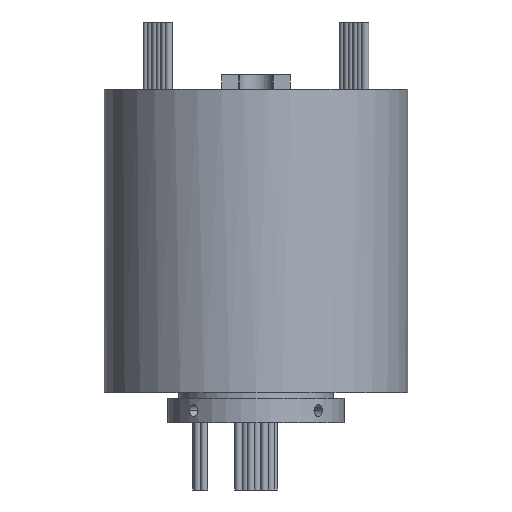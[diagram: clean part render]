
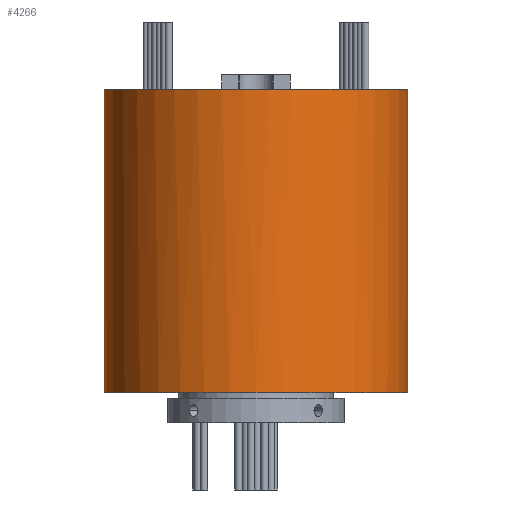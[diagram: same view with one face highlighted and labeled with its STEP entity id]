
A CAD part, front view. The second image highlights one B-rep face of the part: STEP entity #4266.
In plain terms, the highlighted cylindrical face has radius 43 mm (diameter 86 mm), a partial arc.
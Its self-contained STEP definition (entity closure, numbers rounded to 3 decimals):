
#318 = CIRCLE ( 'NONE', #856, 43. ) ;
#328 = VECTOR ( 'NONE', #6646, 1000. ) ;
#360 = EDGE_LOOP ( 'NONE', ( #6973, #5596, #7521, #6275, #5318, #5651 ) ) ;
#682 = CARTESIAN_POINT ( 'NONE',  ( 0., 0., 94.6 ) ) ;
#761 = VECTOR ( 'NONE', #6217, 1000. ) ;
#825 = DIRECTION ( 'NONE',  ( 0., 0., 1. ) ) ;
#856 = AXIS2_PLACEMENT_3D ( 'NONE', #1275, #5650, #1899 ) ;
#1000 = CARTESIAN_POINT ( 'NONE',  ( 43., 0., 94.6 ) ) ;
#1021 = CARTESIAN_POINT ( 'NONE',  ( 0., 0., 94.6 ) ) ;
#1148 = VERTEX_POINT ( 'NONE', #3725 ) ;
#1191 = AXIS2_PLACEMENT_3D ( 'NONE', #4559, #825, #5184 ) ;
#1247 = EDGE_CURVE ( 'NONE', #1148, #2964, #8127, .T. ) ;
#1275 = CARTESIAN_POINT ( 'NONE',  ( 0., 0., 8.6 ) ) ;
#1318 = DIRECTION ( 'NONE',  ( 1., 0., 0. ) ) ;
#1396 = VERTEX_POINT ( 'NONE', #5616 ) ;
#1444 = AXIS2_PLACEMENT_3D ( 'NONE', #682, #5052, #1318 ) ;
#1500 = CYLINDRICAL_SURFACE ( 'NONE', #4769, 43. ) ;
#1550 = CARTESIAN_POINT ( 'NONE',  ( 43., 0., 94.6 ) ) ;
#1836 = CARTESIAN_POINT ( 'NONE',  ( -43., 0., 94.6 ) ) ;
#1899 = DIRECTION ( 'NONE',  ( 1., 0., 0. ) ) ;
#1999 = LINE ( 'NONE', #1000, #328 ) ;
#2014 = CIRCLE ( 'NONE', #1191, 43. ) ;
#2072 = EDGE_CURVE ( 'NONE', #7605, #1396, #2420, .T. ) ;
#2261 = DIRECTION ( 'NONE',  ( -1., 0., 0. ) ) ;
#2420 = LINE ( 'NONE', #1836, #761 ) ;
#2901 = DIRECTION ( 'NONE',  ( 0., 0., -1. ) ) ;
#2964 = VERTEX_POINT ( 'NONE', #6779 ) ;
#3200 = DIRECTION ( 'NONE',  ( 0., 0., 1. ) ) ;
#3725 = CARTESIAN_POINT ( 'NONE',  ( -9.75, -41.88, 94.6 ) ) ;
#3954 = EDGE_CURVE ( 'NONE', #6017, #4433, #1999, .T. ) ;
#4266 = ADVANCED_FACE ( 'NONE', ( #6505 ), #1500, .T. ) ;
#4433 = VERTEX_POINT ( 'NONE', #5591 ) ;
#4476 = EDGE_CURVE ( 'NONE', #1396, #4433, #318, .T. ) ;
#4479 = CARTESIAN_POINT ( 'NONE',  ( -43., 0., 94.6 ) ) ;
#4559 = CARTESIAN_POINT ( 'NONE',  ( 0., 0., 94.6 ) ) ;
#4769 = AXIS2_PLACEMENT_3D ( 'NONE', #1021, #2901, #2261 ) ;
#4943 = AXIS2_PLACEMENT_3D ( 'NONE', #6968, #3200, #7587 ) ;
#5052 = DIRECTION ( 'NONE',  ( 0., 0., 1. ) ) ;
#5184 = DIRECTION ( 'NONE',  ( 1., 0., 0. ) ) ;
#5318 = ORIENTED_EDGE ( 'NONE', *, *, #2072, .T. ) ;
#5591 = CARTESIAN_POINT ( 'NONE',  ( 43., 0., 8.6 ) ) ;
#5596 = ORIENTED_EDGE ( 'NONE', *, *, #7563, .F. ) ;
#5616 = CARTESIAN_POINT ( 'NONE',  ( -43., 0., 8.6 ) ) ;
#5650 = DIRECTION ( 'NONE',  ( 0., 0., 1. ) ) ;
#5651 = ORIENTED_EDGE ( 'NONE', *, *, #4476, .T. ) ;
#5902 = EDGE_CURVE ( 'NONE', #7605, #1148, #2014, .T. ) ;
#6017 = VERTEX_POINT ( 'NONE', #1550 ) ;
#6217 = DIRECTION ( 'NONE',  ( 0., 0., -1. ) ) ;
#6275 = ORIENTED_EDGE ( 'NONE', *, *, #5902, .F. ) ;
#6409 = CIRCLE ( 'NONE', #1444, 43. ) ;
#6505 = FACE_OUTER_BOUND ( 'NONE', #360, .T. ) ;
#6646 = DIRECTION ( 'NONE',  ( 0., 0., -1. ) ) ;
#6779 = CARTESIAN_POINT ( 'NONE',  ( 9.75, -41.88, 94.6 ) ) ;
#6968 = CARTESIAN_POINT ( 'NONE',  ( 0., 0., 94.6 ) ) ;
#6973 = ORIENTED_EDGE ( 'NONE', *, *, #3954, .F. ) ;
#7521 = ORIENTED_EDGE ( 'NONE', *, *, #1247, .F. ) ;
#7563 = EDGE_CURVE ( 'NONE', #2964, #6017, #6409, .T. ) ;
#7587 = DIRECTION ( 'NONE',  ( 1., 0., 0. ) ) ;
#7605 = VERTEX_POINT ( 'NONE', #4479 ) ;
#8127 = CIRCLE ( 'NONE', #4943, 43. ) ;
